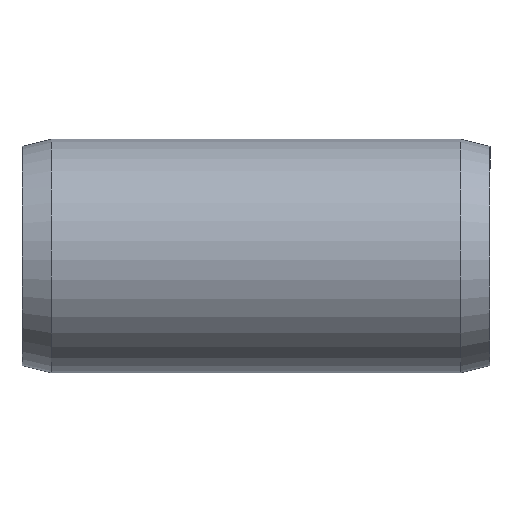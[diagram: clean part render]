
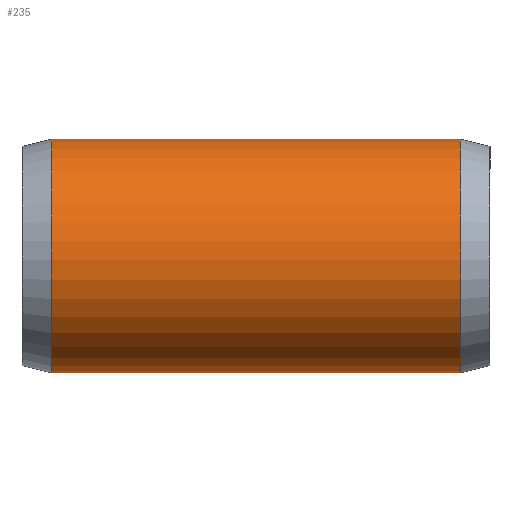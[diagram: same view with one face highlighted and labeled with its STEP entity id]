
A CAD part, front view. The second image highlights one B-rep face of the part: STEP entity #235.
In plain terms, the highlighted cylindrical face has radius 2 mm (diameter 4 mm), a partial arc.
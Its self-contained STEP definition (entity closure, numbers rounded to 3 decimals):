
#1 = FACE_OUTER_BOUND ( 'NONE', #219, .T. ) ;
#3 = DIRECTION ( 'NONE',  ( -1., 0., 0. ) ) ;
#11 = CARTESIAN_POINT ( 'NONE',  ( 0.5, 0., -2. ) ) ;
#12 = VERTEX_POINT ( 'NONE', #11 ) ;
#18 = VECTOR ( 'NONE', #63, 1000. ) ;
#20 = DIRECTION ( 'NONE',  ( 0., 0., 1. ) ) ;
#22 = CARTESIAN_POINT ( 'NONE',  ( 7.5, -0.157, 1.994 ) ) ;
#30 = CARTESIAN_POINT ( 'NONE',  ( -9.525, 0.157, 1.994 ) ) ;
#33 = VERTEX_POINT ( 'NONE', #155 ) ;
#34 = CARTESIAN_POINT ( 'NONE',  ( 7.5, 0.157, 1.994 ) ) ;
#37 = VECTOR ( 'NONE', #245, 1000. ) ;
#40 = CARTESIAN_POINT ( 'NONE',  ( 0.5, -0.157, 1.994 ) ) ;
#54 = DIRECTION ( 'NONE',  ( 0., 0., 1. ) ) ;
#57 = VERTEX_POINT ( 'NONE', #40 ) ;
#63 = DIRECTION ( 'NONE',  ( -1., 0., 0. ) ) ;
#67 = ORIENTED_EDGE ( 'NONE', *, *, #133, .T. ) ;
#73 = CARTESIAN_POINT ( 'NONE',  ( -9.525, 0., 0. ) ) ;
#77 = DIRECTION ( 'NONE',  ( 0., 0., 1. ) ) ;
#93 = AXIS2_PLACEMENT_3D ( 'NONE', #73, #163, #20 ) ;
#108 = ORIENTED_EDGE ( 'NONE', *, *, #292, .T. ) ;
#112 = CIRCLE ( 'NONE', #240, 2. ) ;
#133 = EDGE_CURVE ( 'NONE', #232, #57, #323, .T. ) ;
#139 = DIRECTION ( 'NONE',  ( 0., 0., 1. ) ) ;
#148 = CARTESIAN_POINT ( 'NONE',  ( 7.5, 0., 0. ) ) ;
#153 = EDGE_CURVE ( 'NONE', #12, #57, #186, .T. ) ;
#155 = CARTESIAN_POINT ( 'NONE',  ( 0.5, 0.157, 1.994 ) ) ;
#160 = CARTESIAN_POINT ( 'NONE',  ( 0.5, 0., 0. ) ) ;
#163 = DIRECTION ( 'NONE',  ( -1., 0., 0. ) ) ;
#164 = CARTESIAN_POINT ( 'NONE',  ( 0.5, 0., 0. ) ) ;
#165 = DIRECTION ( 'NONE',  ( -1., 0., 0. ) ) ;
#179 = AXIS2_PLACEMENT_3D ( 'NONE', #164, #194, #77 ) ;
#184 = AXIS2_PLACEMENT_3D ( 'NONE', #160, #165, #139 ) ;
#186 = CIRCLE ( 'NONE', #184, 2. ) ;
#194 = DIRECTION ( 'NONE',  ( -1., 0., 0. ) ) ;
#219 = EDGE_LOOP ( 'NONE', ( #286, #108, #67, #263, #296 ) ) ;
#225 = CIRCLE ( 'NONE', #179, 2. ) ;
#232 = VERTEX_POINT ( 'NONE', #22 ) ;
#235 = ADVANCED_FACE ( 'NONE', ( #1 ), #343, .T. ) ;
#236 = LINE ( 'NONE', #30, #18 ) ;
#240 = AXIS2_PLACEMENT_3D ( 'NONE', #148, #3, #54 ) ;
#245 = DIRECTION ( 'NONE',  ( -1., 0., 0. ) ) ;
#257 = EDGE_CURVE ( 'NONE', #33, #12, #225, .T. ) ;
#263 = ORIENTED_EDGE ( 'NONE', *, *, #153, .F. ) ;
#286 = ORIENTED_EDGE ( 'NONE', *, *, #314, .F. ) ;
#292 = EDGE_CURVE ( 'NONE', #307, #232, #112, .T. ) ;
#296 = ORIENTED_EDGE ( 'NONE', *, *, #257, .F. ) ;
#305 = CARTESIAN_POINT ( 'NONE',  ( -9.525, -0.157, 1.994 ) ) ;
#307 = VERTEX_POINT ( 'NONE', #34 ) ;
#314 = EDGE_CURVE ( 'NONE', #307, #33, #236, .T. ) ;
#323 = LINE ( 'NONE', #305, #37 ) ;
#343 = CYLINDRICAL_SURFACE ( 'NONE', #93, 2. ) ;
